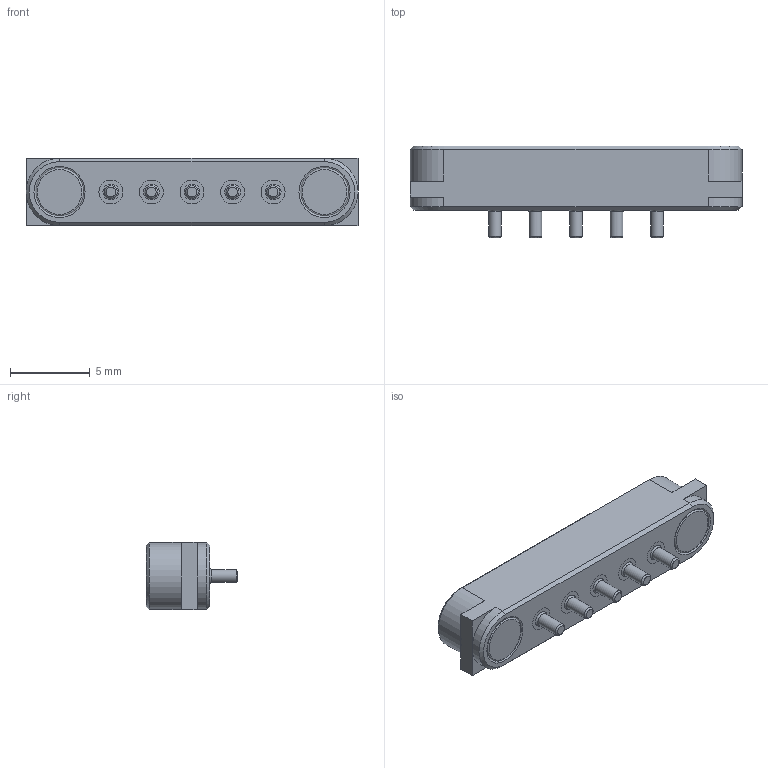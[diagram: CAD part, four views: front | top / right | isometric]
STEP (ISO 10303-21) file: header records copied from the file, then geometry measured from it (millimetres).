
FILE_DESCRIPTION (( 'STEP AP214' ), '1' );
FILE_NAME ('Magnetic Pogo Connector 5 Pin (Type 1).STEP', '2023-01-12T17:42:17', ( '' ), ( '' ), 'SwSTEP 2.0', 'SolidWorks 2022', '' );
FILE_SCHEMA (( 'AUTOMOTIVE_DESIGN' ));
Length unit declared in the file: millimetre
Products named in the file (1): Magnetic Pogo Connector 5 Pin (Type 1)
Bounding box: 20.8 x 5.75 x 4.2 mm (x, y, z)
Volume: 339.9 mm3; surface area: 709.2 mm2
Topology: 8 solids, 8 shells, 115 faces, 263 edges, 166 vertices
Faces by surface type: plane 46, cylinder 23, torus 18, cone 14, bspline 14
Full cylindrical faces by diameter (mm): 0.8 x5, 1.5 x10, 3 x4
Entity records: 5024 total; most frequent: CARTESIAN_POINT 1374, DIRECTION 452, ORIENTED_EDGE 398, EDGE_CURVE 199, AXIS2_PLACEMENT_3D 179, EDGE_LOOP 178, FACE_OUTER_BOUND 152, VERTEX_POINT 149
